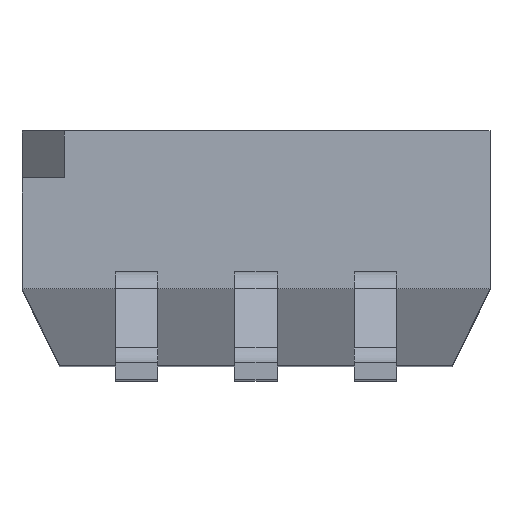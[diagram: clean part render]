
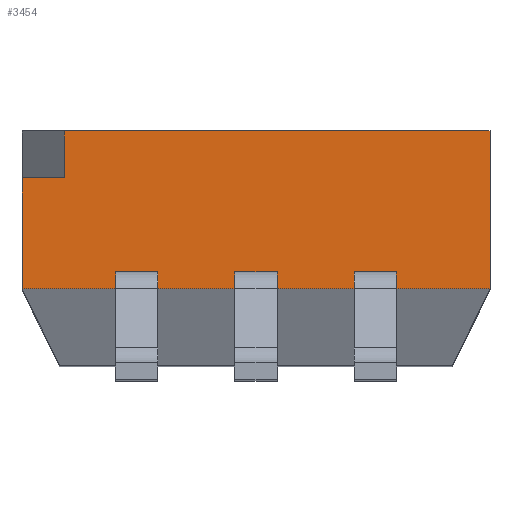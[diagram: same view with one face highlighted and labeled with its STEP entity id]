
A CAD part, top view. The second image highlights one B-rep face of the part: STEP entity #3454.
In plain terms, the highlighted planar face has unit normal (0, 0, 1).
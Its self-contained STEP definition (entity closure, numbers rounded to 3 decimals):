
#269 = LINE ( 'NONE', #1154, #2253 ) ;
#412 = CARTESIAN_POINT ( 'NONE',  ( 0., 2.15, 2.9 ) ) ;
#455 = DIRECTION ( 'NONE',  ( 1., 0., 0. ) ) ;
#516 = LINE ( 'NONE', #3891, #1999 ) ;
#534 = EDGE_CURVE ( 'NONE', #2049, #696, #1525, .T. ) ;
#547 = AXIS2_PLACEMENT_3D ( 'NONE', #2493, #2270, #3019 ) ;
#642 = VECTOR ( 'NONE', #4920, 1000. ) ;
#696 = VERTEX_POINT ( 'NONE', #1654 ) ;
#742 = DIRECTION ( 'NONE',  ( 0., -1., 0. ) ) ;
#781 = FACE_OUTER_BOUND ( 'NONE', #3487, .T. ) ;
#896 = CARTESIAN_POINT ( 'NONE',  ( -2.04, 2.15, 2.9 ) ) ;
#945 = CARTESIAN_POINT ( 'NONE',  ( -2.49, 2.65, 2.9 ) ) ;
#1035 = LINE ( 'NONE', #1132, #1538 ) ;
#1109 = ORIENTED_EDGE ( 'NONE', *, *, #4842, .F. ) ;
#1132 = CARTESIAN_POINT ( 'NONE',  ( -2.49, 2.65, 2.9 ) ) ;
#1154 = CARTESIAN_POINT ( 'NONE',  ( 2.49, 2.65, 2.9 ) ) ;
#1181 = DIRECTION ( 'NONE',  ( 1., 0., 0. ) ) ;
#1322 = LINE ( 'NONE', #945, #642 ) ;
#1425 = ORIENTED_EDGE ( 'NONE', *, *, #4916, .F. ) ;
#1525 = LINE ( 'NONE', #412, #3659 ) ;
#1538 = VECTOR ( 'NONE', #1868, 1000. ) ;
#1654 = CARTESIAN_POINT ( 'NONE',  ( -2.04, 2.15, 2.9 ) ) ;
#1674 = EDGE_CURVE ( 'NONE', #1853, #3239, #269, .T. ) ;
#1803 = CARTESIAN_POINT ( 'NONE',  ( 2.49, 2.65, 2.9 ) ) ;
#1853 = VERTEX_POINT ( 'NONE', #1803 ) ;
#1868 = DIRECTION ( 'NONE',  ( 0., -1., 0. ) ) ;
#1999 = VECTOR ( 'NONE', #1181, 1000. ) ;
#2049 = VERTEX_POINT ( 'NONE', #4701 ) ;
#2253 = VECTOR ( 'NONE', #742, 1000. ) ;
#2270 = DIRECTION ( 'NONE',  ( 0., 0., -1. ) ) ;
#2416 = VERTEX_POINT ( 'NONE', #4744 ) ;
#2480 = VECTOR ( 'NONE', #2894, 1000. ) ;
#2493 = CARTESIAN_POINT ( 'NONE',  ( -2.49, 2.65, 2.9 ) ) ;
#2894 = DIRECTION ( 'NONE',  ( 0., 1., 0. ) ) ;
#3019 = DIRECTION ( 'NONE',  ( -1., 0., 0. ) ) ;
#3239 = VERTEX_POINT ( 'NONE', #4849 ) ;
#3259 = PLANE ( 'NONE',  #547 ) ;
#3454 = ADVANCED_FACE ( 'NONE', ( #781 ), #3259, .F. ) ;
#3487 = EDGE_LOOP ( 'NONE', ( #1109, #3754, #3690, #4217, #4542, #1425 ) ) ;
#3508 = EDGE_CURVE ( 'NONE', #2049, #4376, #1035, .T. ) ;
#3643 = CARTESIAN_POINT ( 'NONE',  ( -2.49, 0.97, 2.9 ) ) ;
#3659 = VECTOR ( 'NONE', #455, 1000. ) ;
#3690 = ORIENTED_EDGE ( 'NONE', *, *, #3508, .T. ) ;
#3754 = ORIENTED_EDGE ( 'NONE', *, *, #534, .F. ) ;
#3891 = CARTESIAN_POINT ( 'NONE',  ( -2.49, 0.97, 2.9 ) ) ;
#4217 = ORIENTED_EDGE ( 'NONE', *, *, #4604, .T. ) ;
#4376 = VERTEX_POINT ( 'NONE', #3643 ) ;
#4379 = LINE ( 'NONE', #896, #2480 ) ;
#4542 = ORIENTED_EDGE ( 'NONE', *, *, #1674, .F. ) ;
#4604 = EDGE_CURVE ( 'NONE', #4376, #3239, #516, .T. ) ;
#4701 = CARTESIAN_POINT ( 'NONE',  ( -2.49, 2.15, 2.9 ) ) ;
#4744 = CARTESIAN_POINT ( 'NONE',  ( -2.04, 2.65, 2.9 ) ) ;
#4842 = EDGE_CURVE ( 'NONE', #696, #2416, #4379, .T. ) ;
#4849 = CARTESIAN_POINT ( 'NONE',  ( 2.49, 0.97, 2.9 ) ) ;
#4916 = EDGE_CURVE ( 'NONE', #2416, #1853, #1322, .T. ) ;
#4920 = DIRECTION ( 'NONE',  ( 1., 0., 0. ) ) ;
